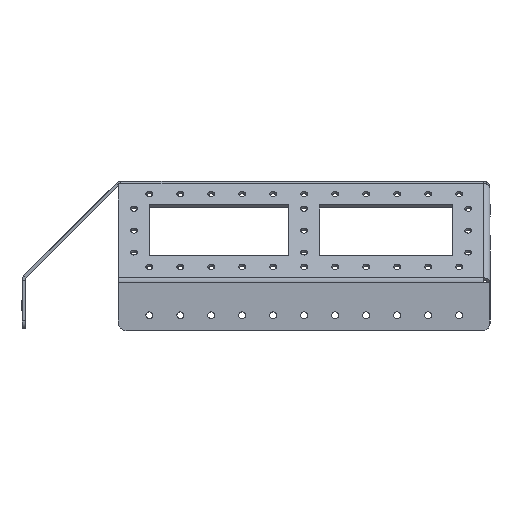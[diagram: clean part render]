
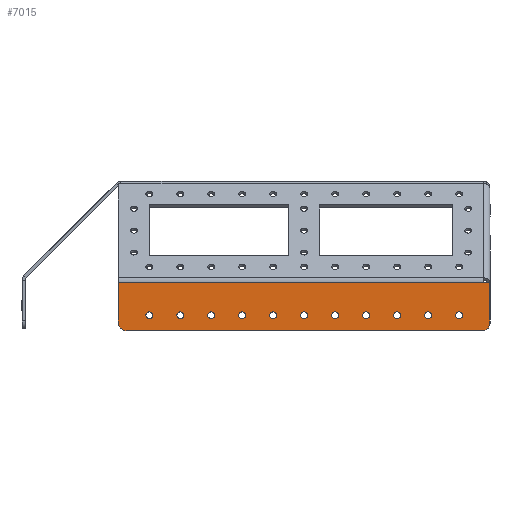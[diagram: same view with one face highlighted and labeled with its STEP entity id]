
A CAD part, left-side view. The second image highlights one B-rep face of the part: STEP entity #7015.
In plain terms, the highlighted planar face has unit normal (-1, 0, 0).
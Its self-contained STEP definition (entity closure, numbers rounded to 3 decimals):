
#305=FACE_BOUND('',#1494,.T.);
#306=FACE_BOUND('',#1495,.T.);
#307=FACE_BOUND('',#1496,.T.);
#308=FACE_BOUND('',#1497,.T.);
#309=FACE_BOUND('',#1498,.T.);
#310=FACE_BOUND('',#1499,.T.);
#311=FACE_BOUND('',#1500,.T.);
#312=FACE_BOUND('',#1501,.T.);
#313=FACE_BOUND('',#1502,.T.);
#314=FACE_BOUND('',#1503,.T.);
#315=FACE_BOUND('',#1504,.T.);
#548=PLANE('',#7827);
#881=FACE_OUTER_BOUND('',#1493,.T.);
#1493=EDGE_LOOP('',(#6202,#6203,#6204,#6205,#6206,#6207,#6208));
#1494=EDGE_LOOP('',(#6209));
#1495=EDGE_LOOP('',(#6210));
#1496=EDGE_LOOP('',(#6211));
#1497=EDGE_LOOP('',(#6212));
#1498=EDGE_LOOP('',(#6213));
#1499=EDGE_LOOP('',(#6214));
#1500=EDGE_LOOP('',(#6215));
#1501=EDGE_LOOP('',(#6216));
#1502=EDGE_LOOP('',(#6217));
#1503=EDGE_LOOP('',(#6218));
#1504=EDGE_LOOP('',(#6219));
#1903=LINE('',#11019,#2355);
#1910=LINE('',#11037,#2362);
#2085=LINE('',#11818,#2537);
#2087=LINE('',#11823,#2539);
#2105=LINE('',#11877,#2557);
#2355=VECTOR('',#9067,10.);
#2362=VECTOR('',#9084,10.);
#2537=VECTOR('',#9765,10.);
#2539=VECTOR('',#9771,10.);
#2557=VECTOR('',#9847,2.88);
#2836=CIRCLE('',#7452,2.25);
#2840=CIRCLE('',#7458,2.25);
#2844=CIRCLE('',#7464,2.25);
#2848=CIRCLE('',#7470,2.25);
#2852=CIRCLE('',#7476,2.25);
#2856=CIRCLE('',#7482,2.25);
#2860=CIRCLE('',#7488,2.25);
#2864=CIRCLE('',#7494,2.25);
#2868=CIRCLE('',#7500,2.25);
#2872=CIRCLE('',#7506,2.25);
#2876=CIRCLE('',#7512,2.25);
#2885=CIRCLE('',#7532,5.);
#2888=CIRCLE('',#7538,5.);
#3332=VERTEX_POINT('',#10779);
#3336=VERTEX_POINT('',#10791);
#3340=VERTEX_POINT('',#10803);
#3344=VERTEX_POINT('',#10815);
#3348=VERTEX_POINT('',#10827);
#3352=VERTEX_POINT('',#10839);
#3356=VERTEX_POINT('',#10851);
#3360=VERTEX_POINT('',#10863);
#3364=VERTEX_POINT('',#10875);
#3368=VERTEX_POINT('',#10887);
#3372=VERTEX_POINT('',#10899);
#3416=VERTEX_POINT('',#11006);
#3417=VERTEX_POINT('',#11007);
#3421=VERTEX_POINT('',#11017);
#3426=VERTEX_POINT('',#11031);
#3427=VERTEX_POINT('',#11035);
#3627=VERTEX_POINT('',#11805);
#3629=VERTEX_POINT('',#11821);
#4076=EDGE_CURVE('',#3332,#3332,#2836,.T.);
#4082=EDGE_CURVE('',#3336,#3336,#2840,.T.);
#4088=EDGE_CURVE('',#3340,#3340,#2844,.T.);
#4094=EDGE_CURVE('',#3344,#3344,#2848,.T.);
#4100=EDGE_CURVE('',#3348,#3348,#2852,.T.);
#4106=EDGE_CURVE('',#3352,#3352,#2856,.T.);
#4112=EDGE_CURVE('',#3356,#3356,#2860,.T.);
#4118=EDGE_CURVE('',#3360,#3360,#2864,.T.);
#4124=EDGE_CURVE('',#3364,#3364,#2868,.T.);
#4130=EDGE_CURVE('',#3368,#3368,#2872,.T.);
#4136=EDGE_CURVE('',#3372,#3372,#2876,.T.);
#4187=EDGE_CURVE('',#3416,#3417,#2885,.T.);
#4193=EDGE_CURVE('',#3416,#3421,#1903,.T.);
#4199=EDGE_CURVE('',#3426,#3421,#2888,.T.);
#4202=EDGE_CURVE('',#3426,#3427,#1910,.T.);
#4525=EDGE_CURVE('',#3427,#3627,#2085,.T.);
#4528=EDGE_CURVE('',#3627,#3629,#2087,.T.);
#4556=EDGE_CURVE('',#3629,#3417,#2105,.T.);
#6202=ORIENTED_EDGE('',*,*,#4187,.F.);
#6203=ORIENTED_EDGE('',*,*,#4193,.T.);
#6204=ORIENTED_EDGE('',*,*,#4199,.F.);
#6205=ORIENTED_EDGE('',*,*,#4202,.T.);
#6206=ORIENTED_EDGE('',*,*,#4525,.T.);
#6207=ORIENTED_EDGE('',*,*,#4528,.T.);
#6208=ORIENTED_EDGE('',*,*,#4556,.T.);
#6209=ORIENTED_EDGE('',*,*,#4076,.T.);
#6210=ORIENTED_EDGE('',*,*,#4082,.T.);
#6211=ORIENTED_EDGE('',*,*,#4088,.T.);
#6212=ORIENTED_EDGE('',*,*,#4094,.T.);
#6213=ORIENTED_EDGE('',*,*,#4100,.T.);
#6214=ORIENTED_EDGE('',*,*,#4106,.T.);
#6215=ORIENTED_EDGE('',*,*,#4112,.T.);
#6216=ORIENTED_EDGE('',*,*,#4118,.T.);
#6217=ORIENTED_EDGE('',*,*,#4124,.T.);
#6218=ORIENTED_EDGE('',*,*,#4130,.T.);
#6219=ORIENTED_EDGE('',*,*,#4136,.T.);
#7015=ADVANCED_FACE('',(#881,#305,#306,#307,#308,#309,#310,#311,#312,#313,
#314,#315),#548,.T.);
#7452=AXIS2_PLACEMENT_3D('',#10781,#8835,#8836);
#7458=AXIS2_PLACEMENT_3D('',#10793,#8849,#8850);
#7464=AXIS2_PLACEMENT_3D('',#10805,#8863,#8864);
#7470=AXIS2_PLACEMENT_3D('',#10817,#8877,#8878);
#7476=AXIS2_PLACEMENT_3D('',#10829,#8891,#8892);
#7482=AXIS2_PLACEMENT_3D('',#10841,#8905,#8906);
#7488=AXIS2_PLACEMENT_3D('',#10853,#8919,#8920);
#7494=AXIS2_PLACEMENT_3D('',#10865,#8933,#8934);
#7500=AXIS2_PLACEMENT_3D('',#10877,#8947,#8948);
#7506=AXIS2_PLACEMENT_3D('',#10889,#8961,#8962);
#7512=AXIS2_PLACEMENT_3D('',#10901,#8975,#8976);
#7532=AXIS2_PLACEMENT_3D('',#11008,#9057,#9058);
#7538=AXIS2_PLACEMENT_3D('',#11032,#9078,#9079);
#7827=AXIS2_PLACEMENT_3D('',#11882,#9855,#9856);
#8835=DIRECTION('center_axis',(1.,0.,0.));
#8836=DIRECTION('ref_axis',(0.,0.,
-1.));
#8849=DIRECTION('center_axis',(1.,0.,0.));
#8850=DIRECTION('ref_axis',(0.,0.,
-1.));
#8863=DIRECTION('center_axis',(1.,0.,0.));
#8864=DIRECTION('ref_axis',(0.,0.,
-1.));
#8877=DIRECTION('center_axis',(1.,0.,0.));
#8878=DIRECTION('ref_axis',(0.,0.,
-1.));
#8891=DIRECTION('center_axis',(1.,0.,0.));
#8892=DIRECTION('ref_axis',(0.,0.,
-1.));
#8905=DIRECTION('center_axis',(1.,0.,0.));
#8906=DIRECTION('ref_axis',(0.,0.,
-1.));
#8919=DIRECTION('center_axis',(1.,0.,0.));
#8920=DIRECTION('ref_axis',(0.,0.,
-1.));
#8933=DIRECTION('center_axis',(1.,0.,0.));
#8934=DIRECTION('ref_axis',(0.,0.,
-1.));
#8947=DIRECTION('center_axis',(1.,0.,0.));
#8948=DIRECTION('ref_axis',(0.,0.,
-1.));
#8961=DIRECTION('center_axis',(1.,0.,0.));
#8962=DIRECTION('ref_axis',(0.,0.,
-1.));
#8975=DIRECTION('center_axis',(1.,0.,0.));
#8976=DIRECTION('ref_axis',(0.,0.,
-1.));
#9057=DIRECTION('center_axis',(1.,0.,0.));
#9058=DIRECTION('ref_axis',(0.,0.707,-0.707));
#9067=DIRECTION('',(0.,-1.,0.));
#9078=DIRECTION('center_axis',(1.,0.,0.));
#9079=DIRECTION('ref_axis',(0.,-0.707,-0.707));
#9084=DIRECTION('',(0.,0.,1.));
#9765=DIRECTION('',(0.,1.,0.));
#9771=DIRECTION('',(0.,1.,0.));
#9847=DIRECTION('',(0.,0.,-1.));
#9855=DIRECTION('center_axis',(-1.,0.,0.));
#9856=DIRECTION('ref_axis',(0.,0.,
1.));
#10779=CARTESIAN_POINT('',(-203.,-60.,-82.336));
#10781=CARTESIAN_POINT('Origin',(-203.,-60.,-84.586));
#10791=CARTESIAN_POINT('',(-203.,20.,-82.336));
#10793=CARTESIAN_POINT('Origin',(-203.,20.,-84.586));
#10803=CARTESIAN_POINT('',(-203.,100.,-82.336));
#10805=CARTESIAN_POINT('Origin',(-203.,100.,-84.586));
#10815=CARTESIAN_POINT('',(-203.,40.,-82.336));
#10817=CARTESIAN_POINT('Origin',(-203.,40.,-84.586));
#10827=CARTESIAN_POINT('',(-203.,-40.,-82.336));
#10829=CARTESIAN_POINT('Origin',(-203.,-40.,-84.586));
#10839=CARTESIAN_POINT('',(-203.,-80.,-82.336));
#10841=CARTESIAN_POINT('Origin',(-203.,-80.,-84.586));
#10851=CARTESIAN_POINT('',(-203.,0.,-82.336));
#10853=CARTESIAN_POINT('Origin',(-203.,0.,
-84.586));
#10863=CARTESIAN_POINT('',(-203.,80.,-82.336));
#10865=CARTESIAN_POINT('Origin',(-203.,80.,-84.586));
#10875=CARTESIAN_POINT('',(-203.,60.,-82.336));
#10877=CARTESIAN_POINT('Origin',(-203.,60.,-84.586));
#10887=CARTESIAN_POINT('',(-203.,-20.,-82.336));
#10889=CARTESIAN_POINT('Origin',(-203.,-20.,-84.586));
#10899=CARTESIAN_POINT('',(-203.,-100.,-82.336));
#10901=CARTESIAN_POINT('Origin',(-203.,-100.,-84.586));
#11006=CARTESIAN_POINT('',(-203.,115.,-94.586));
#11007=CARTESIAN_POINT('',(-203.,120.,-89.586));
#11008=CARTESIAN_POINT('Origin',(-203.,115.,-89.586));
#11017=CARTESIAN_POINT('',(-203.,-115.,-94.586));
#11019=CARTESIAN_POINT('',(-203.,-120.,-94.586));
#11031=CARTESIAN_POINT('',(-203.,-120.,-89.586));
#11032=CARTESIAN_POINT('Origin',(-203.,-115.,-89.586));
#11035=CARTESIAN_POINT('',(-203.,-120.,-63.214));
#11037=CARTESIAN_POINT('',(-203.,-120.,-63.214));
#11805=CARTESIAN_POINT('',(-203.,-116.,-63.214));
#11818=CARTESIAN_POINT('',(-203.,0.,-63.214));
#11821=CARTESIAN_POINT('',(-203.,120.,-63.214));
#11823=CARTESIAN_POINT('',(-203.,0.,-63.214));
#11877=CARTESIAN_POINT('',(-203.,120.,-54.166));
#11882=CARTESIAN_POINT('Origin',(-203.,0.,
-77.769));
